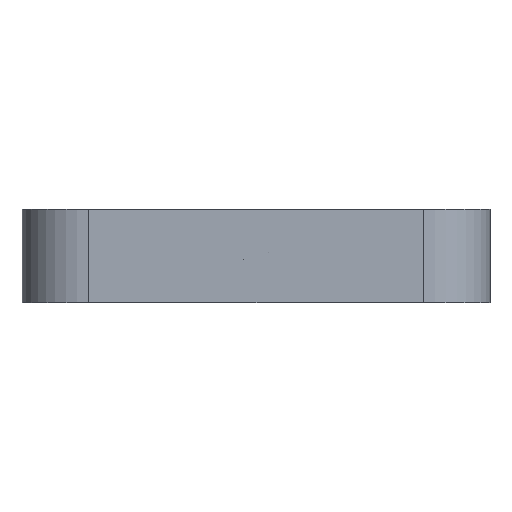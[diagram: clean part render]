
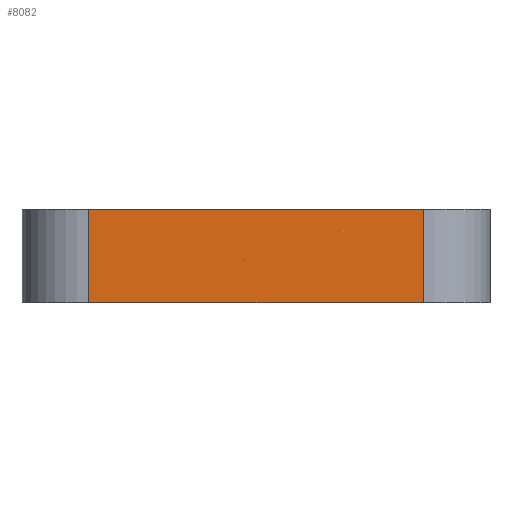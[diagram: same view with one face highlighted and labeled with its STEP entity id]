
A CAD part, front view. The second image highlights one B-rep face of the part: STEP entity #8082.
In plain terms, the highlighted planar face has unit normal (0, -1, 0).
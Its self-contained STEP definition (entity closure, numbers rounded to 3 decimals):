
#598=PLANE('',#8564);
#825=FACE_OUTER_BOUND('',#1298,.T.);
#1298=EDGE_LOOP('',(#5853,#5854,#5855,#5856));
#1934=LINE('',#11549,#2725);
#1936=LINE('',#11555,#2727);
#1937=LINE('',#11557,#2728);
#1938=LINE('',#11558,#2729);
#2725=VECTOR('',#9109,10.);
#2727=VECTOR('',#9115,10.);
#2728=VECTOR('',#9116,10.);
#2729=VECTOR('',#9117,10.);
#3770=VERTEX_POINT('',#11546);
#3771=VERTEX_POINT('',#11548);
#3773=VERTEX_POINT('',#11554);
#3774=VERTEX_POINT('',#11556);
#4602=EDGE_CURVE('',#3770,#3771,#1934,.T.);
#4605=EDGE_CURVE('',#3773,#3770,#1936,.T.);
#4606=EDGE_CURVE('',#3774,#3773,#1937,.T.);
#4607=EDGE_CURVE('',#3774,#3771,#1938,.T.);
#5853=ORIENTED_EDGE('',*,*,#4602,.F.);
#5854=ORIENTED_EDGE('',*,*,#4605,.F.);
#5855=ORIENTED_EDGE('',*,*,#4606,.F.);
#5856=ORIENTED_EDGE('',*,*,#4607,.T.);
#8082=ADVANCED_FACE('',(#825),#598,.T.);
#8564=AXIS2_PLACEMENT_3D('',#11553,#9113,#9114);
#9109=DIRECTION('',(0.,0.,-1.));
#9113=DIRECTION('center_axis',(0.,-1.,0.));
#9114=DIRECTION('ref_axis',(1.,0.,0.));
#9115=DIRECTION('',(1.,0.,0.));
#9116=DIRECTION('',(0.,0.,1.));
#9117=DIRECTION('',(1.,0.,0.));
#11546=CARTESIAN_POINT('',(25.,-35.,14.));
#11548=CARTESIAN_POINT('',(25.,-35.,0.));
#11549=CARTESIAN_POINT('',(25.,-35.,0.));
#11553=CARTESIAN_POINT('Origin',(-35.,-35.,0.));
#11554=CARTESIAN_POINT('',(-25.,-35.,14.));
#11555=CARTESIAN_POINT('',(-35.,-35.,14.));
#11556=CARTESIAN_POINT('',(-25.,-35.,0.));
#11557=CARTESIAN_POINT('',(-25.,-35.,0.));
#11558=CARTESIAN_POINT('',(-35.,-35.,0.));
